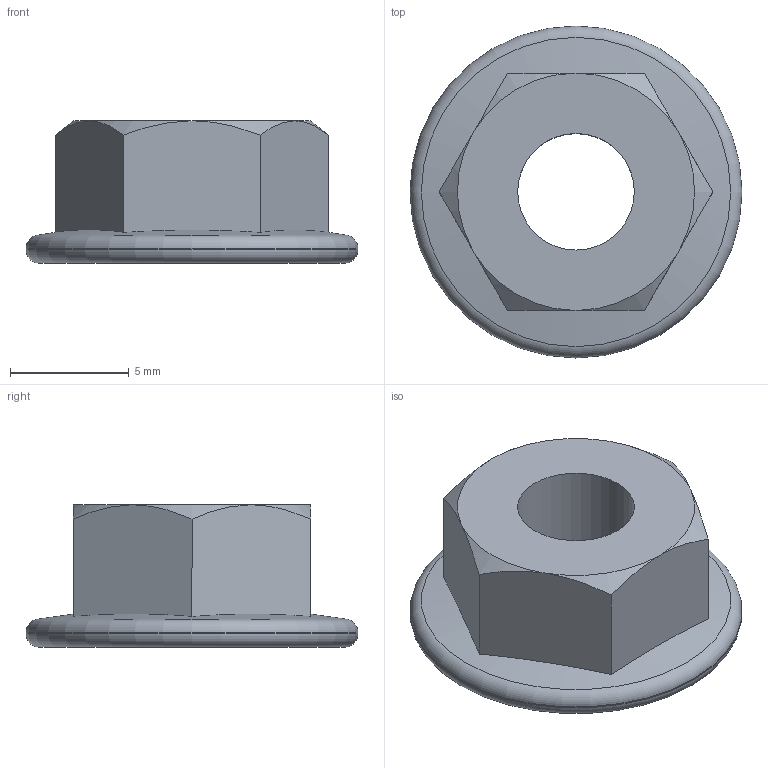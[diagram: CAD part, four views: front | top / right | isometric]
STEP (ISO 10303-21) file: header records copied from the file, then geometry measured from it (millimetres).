
FILE_DESCRIPTION(/* description */ ('STEP AP214'),/* implementation_level */ '2;1');
FILE_NAME(/* name */ '4DIN6923M06M',/* time_stamp */ '2022-09-01T16:31:30+02:00',/* author */ ('License CC BY-ND 4.0'),/* organization */ ('CADENAS'),/* preprocessor_version */ 'ST-DEVELOPER v18.102',/* originating_system */ 'PARTsolutions',/* authorisation */ ' ');
FILE_SCHEMA (('AUTOMOTIVE_DESIGN {1 0 10303 214 3 1 1}'));
Length unit declared in the file: millimetre
Products named in the file (1): 4DIN6923M06M
Bounding box: 14 x 14 x 6 mm (x, y, z)
Volume: 482.2 mm3; surface area: 549.3 mm2
Topology: 1 solids, 1 shells, 19 faces, 48 edges, 31 vertices
Faces by surface type: plane 8, cone 6, cylinder 2, torus 2, sphere 1
Full cylindrical faces by diameter (mm): 4.917 x1, 14 x1
Entity records: 588 total; most frequent: CARTESIAN_POINT 128, DIRECTION 88, ORIENTED_EDGE 84, EDGE_CURVE 42, AXIS2_PLACEMENT_3D 38, VERTEX_POINT 30, EDGE_LOOP 26, FACE_BOUND 26
